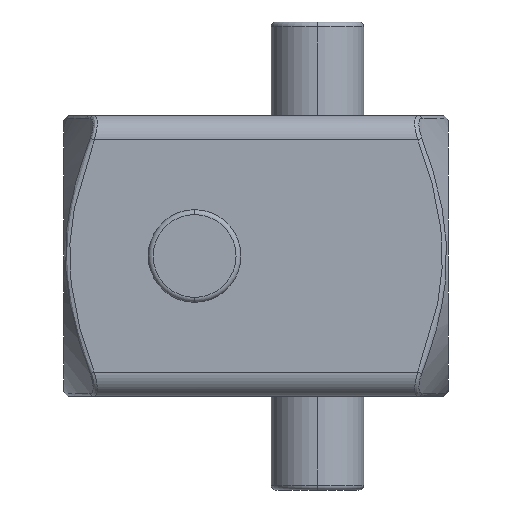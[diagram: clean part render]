
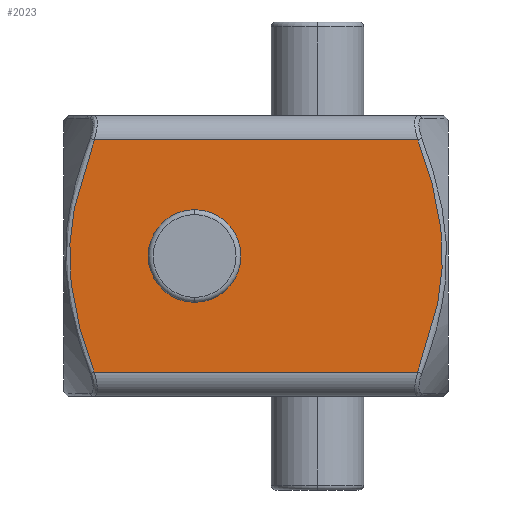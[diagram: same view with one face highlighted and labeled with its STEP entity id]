
A CAD part, left-side view. The second image highlights one B-rep face of the part: STEP entity #2023.
In plain terms, the highlighted planar face has unit normal (-1, 0, 0).
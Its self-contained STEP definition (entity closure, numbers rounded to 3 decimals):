
#3 = EDGE_CURVE ( 'NONE', #1892, #1981, #2134, .T. ) ;
#18 = B_SPLINE_CURVE_WITH_KNOTS ( 'NONE', 3,
 ( #1733, #148, #813, #982, #26, #1966, #1698, #1314, #2209, #1432, #1455, #1517, #2199 ),
 .UNSPECIFIED., .F., .F.,
 ( 4, 2, 2, 2, 1, 2, 4 ),
 ( 0., 0.003, 0.006, 0.007, 0.008, 0.009, 0.012 ),
 .UNSPECIFIED. ) ;
#26 = CARTESIAN_POINT ( 'NONE',  ( -7.2, 0.29, -1.046 ) ) ;
#37 = CARTESIAN_POINT ( 'NONE',  ( -7.2, 19.161, -2.532 ) ) ;
#52 = LINE ( 'NONE', #770, #1736 ) ;
#136 = VERTEX_POINT ( 'NONE', #1402 ) ;
#148 = CARTESIAN_POINT ( 'NONE',  ( -7.2, 1.198, -4.991 ) ) ;
#158 = EDGE_LOOP ( 'NONE', ( #1825, #1494, #1635, #1674 ) ) ;
#186 = PLANE ( 'NONE',  #277 ) ;
#202 = CARTESIAN_POINT ( 'NONE',  ( -7.2, 19.412, -0.244 ) ) ;
#241 = DIRECTION ( 'NONE',  ( 0., -1., 0. ) ) ;
#272 = CARTESIAN_POINT ( 'NONE',  ( -7.2, 13., 0. ) ) ;
#277 = AXIS2_PLACEMENT_3D ( 'NONE', #910, #1257, #1077 ) ;
#331 = DIRECTION ( 'NONE',  ( 0., 1., 0. ) ) ;
#353 = FACE_BOUND ( 'NONE', #2040, .T. ) ;
#362 = CARTESIAN_POINT ( 'NONE',  ( -7.2, 13., -2.375 ) ) ;
#390 = CARTESIAN_POINT ( 'NONE',  ( -7.2, 18.817, 4.023 ) ) ;
#509 = ORIENTED_EDGE ( 'NONE', *, *, #3, .F. ) ;
#517 = EDGE_CURVE ( 'NONE', #2193, #625, #2082, .T. ) ;
#530 = CARTESIAN_POINT ( 'NONE',  ( -7.2, 18.142, 5.95 ) ) ;
#542 = CARTESIAN_POINT ( 'NONE',  ( -7.2, 19.371, -1.017 ) ) ;
#548 = ORIENTED_EDGE ( 'NONE', *, *, #1679, .F. ) ;
#566 = CARTESIAN_POINT ( 'NONE',  ( -7.2, 19.273, 2.051 ) ) ;
#625 = VERTEX_POINT ( 'NONE', #1336 ) ;
#678 = LINE ( 'NONE', #1906, #1308 ) ;
#714 = CIRCLE ( 'NONE', #2183, 2.375 ) ;
#738 = CARTESIAN_POINT ( 'NONE',  ( -7.2, 18.502, 4.991 ) ) ;
#749 = CARTESIAN_POINT ( 'NONE',  ( -7.2, 18.503, -4.989 ) ) ;
#770 = CARTESIAN_POINT ( 'NONE',  ( -7.2, 19.7, -5.95 ) ) ;
#810 = CARTESIAN_POINT ( 'NONE',  ( -7.2, 13., 2.375 ) ) ;
#813 = CARTESIAN_POINT ( 'NONE',  ( -7.2, 0.883, -4.023 ) ) ;
#910 = CARTESIAN_POINT ( 'NONE',  ( -7.2, 19.7, 7.2 ) ) ;
#979 = DIRECTION ( 'NONE',  ( -1., 0., 0. ) ) ;
#982 = CARTESIAN_POINT ( 'NONE',  ( -7.2, 0.427, -2.051 ) ) ;
#1028 = EDGE_CURVE ( 'NONE', #625, #1532, #52, .T. ) ;
#1077 = DIRECTION ( 'NONE',  ( 0., 0., -1. ) ) ;
#1080 = CARTESIAN_POINT ( 'NONE',  ( -7.2, 18.819, -4.018 ) ) ;
#1239 = CARTESIAN_POINT ( 'NONE',  ( -7.2, 18.142, -5.95 ) ) ;
#1257 = DIRECTION ( 'NONE',  ( 1., 0., 0. ) ) ;
#1308 = VECTOR ( 'NONE', #331, 1000. ) ;
#1314 = CARTESIAN_POINT ( 'NONE',  ( -7.2, 0.329, 1.017 ) ) ;
#1336 = CARTESIAN_POINT ( 'NONE',  ( -7.2, 18.142, -5.95 ) ) ;
#1373 = EDGE_CURVE ( 'NONE', #1532, #136, #18, .T. ) ;
#1402 = CARTESIAN_POINT ( 'NONE',  ( -7.2, 1.558, 5.95 ) ) ;
#1432 = CARTESIAN_POINT ( 'NONE',  ( -7.2, 0.539, 2.532 ) ) ;
#1455 = CARTESIAN_POINT ( 'NONE',  ( -7.2, 0.881, 4.018 ) ) ;
#1476 = DIRECTION ( 'NONE',  ( 0., 0., -1. ) ) ;
#1494 = ORIENTED_EDGE ( 'NONE', *, *, #1373, .T. ) ;
#1510 = CARTESIAN_POINT ( 'NONE',  ( -7.2, 18.142, 5.95 ) ) ;
#1517 = CARTESIAN_POINT ( 'NONE',  ( -7.2, 1.197, 4.989 ) ) ;
#1532 = VERTEX_POINT ( 'NONE', #2049 ) ;
#1583 = CARTESIAN_POINT ( 'NONE',  ( -7.2, 19.403, -0.504 ) ) ;
#1635 = ORIENTED_EDGE ( 'NONE', *, *, #1934, .T. ) ;
#1662 = CARTESIAN_POINT ( 'NONE',  ( -7.2, 13., 0. ) ) ;
#1674 = ORIENTED_EDGE ( 'NONE', *, *, #517, .T. ) ;
#1679 = EDGE_CURVE ( 'NONE', #1981, #1892, #714, .T. ) ;
#1685 = DIRECTION ( 'NONE',  ( 0., 0., -1. ) ) ;
#1698 = CARTESIAN_POINT ( 'NONE',  ( -7.2, 0.297, 0.504 ) ) ;
#1700 = AXIS2_PLACEMENT_3D ( 'NONE', #1662, #2151, #1476 ) ;
#1733 = CARTESIAN_POINT ( 'NONE',  ( -7.2, 1.558, -5.95 ) ) ;
#1736 = VECTOR ( 'NONE', #241, 1000. ) ;
#1768 = FACE_OUTER_BOUND ( 'NONE', #158, .T. ) ;
#1785 = CARTESIAN_POINT ( 'NONE',  ( -7.2, 19.299, -1.782 ) ) ;
#1825 = ORIENTED_EDGE ( 'NONE', *, *, #1028, .T. ) ;
#1892 = VERTEX_POINT ( 'NONE', #810 ) ;
#1906 = CARTESIAN_POINT ( 'NONE',  ( -7.2, 19.7, 5.95 ) ) ;
#1934 = EDGE_CURVE ( 'NONE', #136, #2193, #678, .T. ) ;
#1966 = CARTESIAN_POINT ( 'NONE',  ( -7.2, 0.288, 0.244 ) ) ;
#1981 = VERTEX_POINT ( 'NONE', #362 ) ;
#2023 = ADVANCED_FACE ( 'NONE', ( #353, #1768 ), #186, .F. ) ;
#2040 = EDGE_LOOP ( 'NONE', ( #509, #548 ) ) ;
#2049 = CARTESIAN_POINT ( 'NONE',  ( -7.2, 1.558, -5.95 ) ) ;
#2082 = B_SPLINE_CURVE_WITH_KNOTS ( 'NONE', 3,
 ( #530, #738, #390, #566, #2128, #202, #1583, #542, #1785, #37, #1080, #749, #1239 ),
 .UNSPECIFIED., .F., .F.,
 ( 4, 2, 2, 2, 1, 2, 4 ),
 ( 0., 0.003, 0.006, 0.007, 0.008, 0.009, 0.012 ),
 .UNSPECIFIED. ) ;
#2128 = CARTESIAN_POINT ( 'NONE',  ( -7.2, 19.41, 1.046 ) ) ;
#2134 = CIRCLE ( 'NONE', #1700, 2.375 ) ;
#2151 = DIRECTION ( 'NONE',  ( -1., 0., 0. ) ) ;
#2183 = AXIS2_PLACEMENT_3D ( 'NONE', #272, #979, #1685 ) ;
#2193 = VERTEX_POINT ( 'NONE', #1510 ) ;
#2199 = CARTESIAN_POINT ( 'NONE',  ( -7.2, 1.558, 5.95 ) ) ;
#2209 = CARTESIAN_POINT ( 'NONE',  ( -7.2, 0.401, 1.782 ) ) ;
